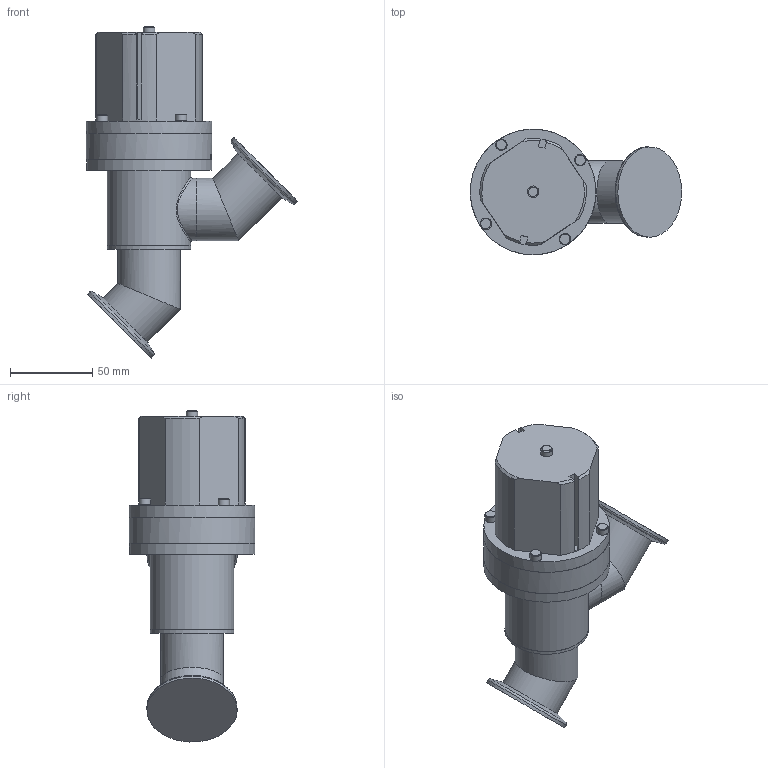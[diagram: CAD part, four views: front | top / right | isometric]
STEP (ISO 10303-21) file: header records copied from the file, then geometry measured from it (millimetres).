
FILE_DESCRIPTION(/* description */ (''),/* implementation_level */ '2;1');
FILE_NAME(/* name */ 'A2518YS1AVX00K0402_包膜.stp',/* time_stamp */ '2016-08-25T16:01:15+08:00',/* author */ ('raccy_lai'),/* organization */ (''),/* preprocessor_version */ 'ST-DEVELOPER v16.1',/* originating_system */ 'Autodesk Inventor 2016',/* authorisation */ '');
FILE_SCHEMA (('AUTOMOTIVE_DESIGN { 1 0 10303 214 3 1 1 }'));
Length unit declared in the file: millimetre
Products named in the file (1): A2518YS1AVX00K0402_包膜
Bounding box: 128.74 x 76.49 x 202.21 mm (x, y, z)
Surface area: 85039.6 mm2 (no closed solid volume)
Topology: 0 solids, 26 shells, 68 faces, 184 edges, 130 vertices
Faces by surface type: plane 33, cylinder 23, cone 9, torus 2, bspline 1
Full cylindrical faces by diameter (mm): 7 x4, 7.1 x1, 38.1 x5, 38.4 x2, 50.8 x2, 55 x2, 76.5 x3
Entity records: 2231 total; most frequent: CARTESIAN_POINT 590, DIRECTION 331, ORIENTED_EDGE 228, EDGE_CURVE 151, AXIS2_PLACEMENT_3D 137, VERTEX_POINT 121, EDGE_LOOP 92, FACE_OUTER_BOUND 68
